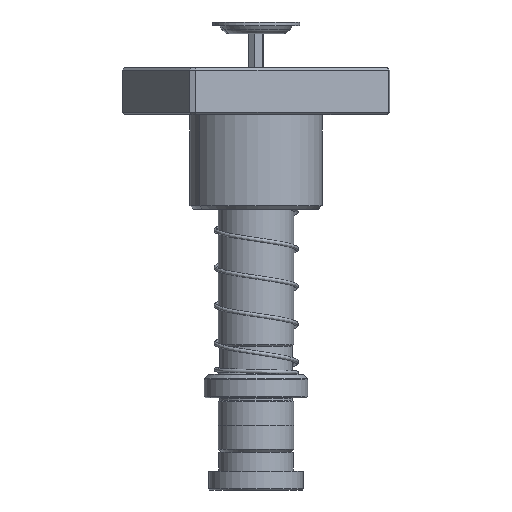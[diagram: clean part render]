
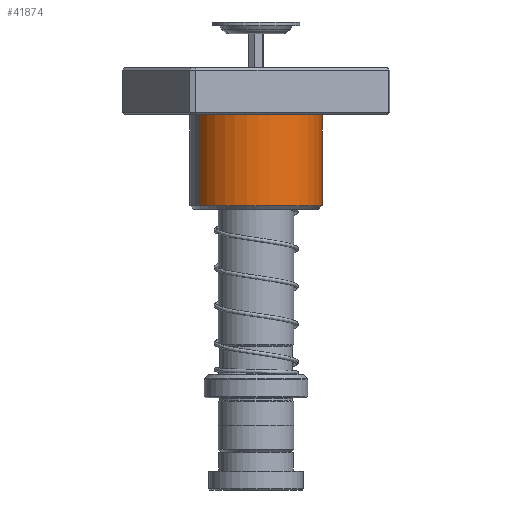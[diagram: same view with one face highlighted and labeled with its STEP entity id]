
A CAD part, front view. The second image highlights one B-rep face of the part: STEP entity #41874.
In plain terms, the highlighted cylindrical face has radius 28 mm (diameter 56 mm), a partial arc.
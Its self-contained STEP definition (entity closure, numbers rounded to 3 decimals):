
#1520 = VERTEX_POINT ( 'NONE', #8483 ) ;
#2533 = CARTESIAN_POINT ( 'NONE',  ( 28., 0., 20. ) ) ;
#2928 = VERTEX_POINT ( 'NONE', #2533 ) ;
#3754 = EDGE_CURVE ( 'NONE', #27638, #2928, #22513, .T. ) ;
#4860 = CARTESIAN_POINT ( 'NONE',  ( -28., 0., 20. ) ) ;
#4879 = VECTOR ( 'NONE', #32182, 1000. ) ;
#6302 = AXIS2_PLACEMENT_3D ( 'NONE', #22227, #52426, #26379 ) ;
#6386 = CARTESIAN_POINT ( 'NONE',  ( 0., 0., 20. ) ) ;
#7769 = FACE_OUTER_BOUND ( 'NONE', #42074, .T. ) ;
#8451 = CYLINDRICAL_SURFACE ( 'NONE', #48044, 28. ) ;
#8483 = CARTESIAN_POINT ( 'NONE',  ( 28., 0., 58.5 ) ) ;
#8642 = AXIS2_PLACEMENT_3D ( 'NONE', #6386, #19371, #36557 ) ;
#9426 = AXIS2_PLACEMENT_3D ( 'NONE', #29919, #17103, #21422 ) ;
#9775 = DIRECTION ( 'NONE',  ( 0., 0., -1. ) ) ;
#10839 = EDGE_CURVE ( 'NONE', #1520, #26370, #21016, .T. ) ;
#13099 = VERTEX_POINT ( 'NONE', #4860 ) ;
#16352 = LINE ( 'NONE', #31803, #4879 ) ;
#17066 = LINE ( 'NONE', #22333, #28517 ) ;
#17103 = DIRECTION ( 'NONE',  ( 0., 0., 1. ) ) ;
#18084 = ORIENTED_EDGE ( 'NONE', *, *, #48682, .T. ) ;
#19185 = CIRCLE ( 'NONE', #8642, 28. ) ;
#19371 = DIRECTION ( 'NONE',  ( 0., 0., 1. ) ) ;
#21016 = CIRCLE ( 'NONE', #6302, 28. ) ;
#21422 = DIRECTION ( 'NONE',  ( 1., 0., 0. ) ) ;
#21598 = DIRECTION ( 'NONE',  ( 0., 0., -1. ) ) ;
#22227 = CARTESIAN_POINT ( 'NONE',  ( 0., 0., 58.5 ) ) ;
#22229 = CARTESIAN_POINT ( 'NONE',  ( 0., 0., 60. ) ) ;
#22333 = CARTESIAN_POINT ( 'NONE',  ( -28., 0., 60. ) ) ;
#22513 = CIRCLE ( 'NONE', #9426, 28. ) ;
#23570 = ORIENTED_EDGE ( 'NONE', *, *, #3754, .T. ) ;
#26370 = VERTEX_POINT ( 'NONE', #42791 ) ;
#26379 = DIRECTION ( 'NONE',  ( 1., 0., 0. ) ) ;
#27638 = VERTEX_POINT ( 'NONE', #44125 ) ;
#28517 = VECTOR ( 'NONE', #21598, 1000. ) ;
#29919 = CARTESIAN_POINT ( 'NONE',  ( 0., 0., 20. ) ) ;
#31803 = CARTESIAN_POINT ( 'NONE',  ( 28., 0., 60. ) ) ;
#32182 = DIRECTION ( 'NONE',  ( 0., 0., -1. ) ) ;
#33523 = ORIENTED_EDGE ( 'NONE', *, *, #47290, .F. ) ;
#36557 = DIRECTION ( 'NONE',  ( 1., 0., 0. ) ) ;
#38188 = ORIENTED_EDGE ( 'NONE', *, *, #10839, .T. ) ;
#41068 = DIRECTION ( 'NONE',  ( -1., 0., 0. ) ) ;
#41850 = EDGE_CURVE ( 'NONE', #13099, #27638, #19185, .T. ) ;
#41874 = ADVANCED_FACE ( 'NONE', ( #7769 ), #8451, .T. ) ;
#42074 = EDGE_LOOP ( 'NONE', ( #33523, #38188, #18084, #45545, #23570 ) ) ;
#42791 = CARTESIAN_POINT ( 'NONE',  ( -28., 0., 58.5 ) ) ;
#44125 = CARTESIAN_POINT ( 'NONE',  ( 0., -28., 20. ) ) ;
#45545 = ORIENTED_EDGE ( 'NONE', *, *, #41850, .T. ) ;
#47290 = EDGE_CURVE ( 'NONE', #1520, #2928, #16352, .T. ) ;
#48044 = AXIS2_PLACEMENT_3D ( 'NONE', #22229, #9775, #41068 ) ;
#48682 = EDGE_CURVE ( 'NONE', #26370, #13099, #17066, .T. ) ;
#52426 = DIRECTION ( 'NONE',  ( 0., 0., -1. ) ) ;
